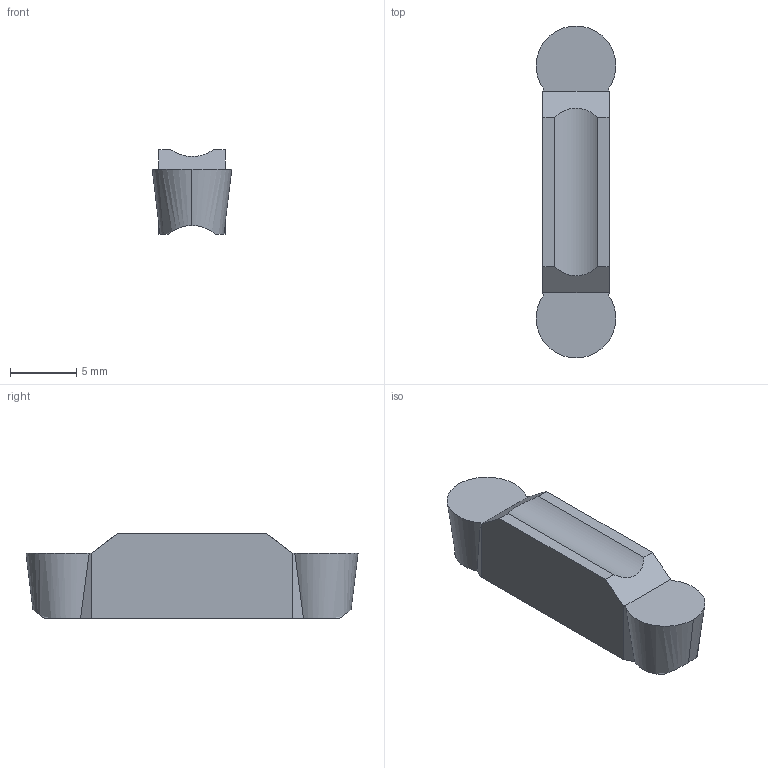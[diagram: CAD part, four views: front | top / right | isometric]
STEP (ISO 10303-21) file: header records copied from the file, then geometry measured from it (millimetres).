
FILE_DESCRIPTION(('CATIA V5 STEP','CAx-IF Rec.Pracs.--- Model Styling and Organization---1.2---2011-12-15'),'2;1');
FILE_NAME('TDA 6.00-3.00.stp','2017-05-30T23:03:25+00:00',('none'),('none'),'CATIA Version 5 Release 21 SP 5 (IN-10)','CATIA V5 STEP AP214','none');
FILE_SCHEMA(('AUTOMOTIVE_DESIGN { 1 0 10303 214 1 1 1 1 }'));
Length unit declared in the file: millimetre
Products named in the file (1): TDA 6.00-3.00
Bounding box: 5.99 x 25 x 6.4 mm (x, y, z)
Volume: 626.1 mm3; surface area: 560.9 mm2
Topology: 1 solids, 1 shells, 20 faces, 55 edges, 38 vertices
Faces by surface type: plane 14, bspline 4, cylinder 2
Entity records: 779 total; most frequent: CARTESIAN_POINT 291, ORIENTED_EDGE 100, DIRECTION 69, EDGE_CURVE 50, VECTOR 33, LINE 33, VERTEX_POINT 32, AXIS2_PLACEMENT_3D 22
